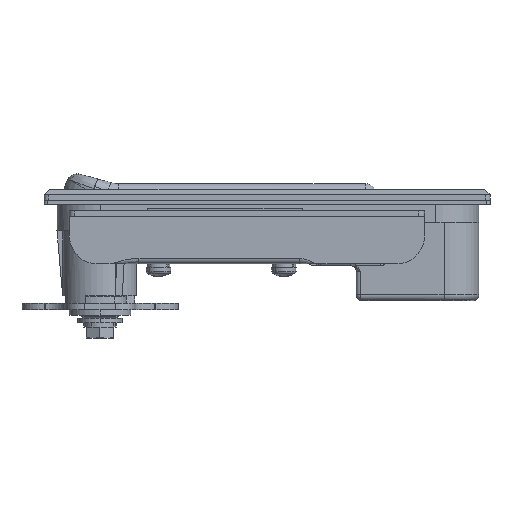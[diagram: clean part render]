
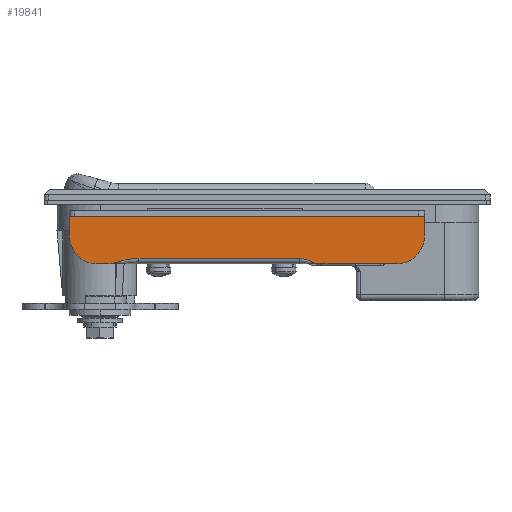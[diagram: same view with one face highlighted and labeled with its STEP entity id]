
A CAD part, left-side view. The second image highlights one B-rep face of the part: STEP entity #19841.
In plain terms, the highlighted planar face has unit normal (-1, 0, 0).
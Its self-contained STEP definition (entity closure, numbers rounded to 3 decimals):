
#224 = EDGE_CURVE ( 'NONE', #5750, #12824, #25377, .T. ) ;
#272 = EDGE_CURVE ( 'NONE', #22171, #7721, #17999, .T. ) ;
#559 = CARTESIAN_POINT ( 'NONE',  ( -18., -50.5, 15. ) ) ;
#645 = EDGE_CURVE ( 'NONE', #12824, #28175, #6268, .T. ) ;
#864 = DIRECTION ( 'NONE',  ( 0., 0., -1. ) ) ;
#1218 = VECTOR ( 'NONE', #15660, 1000. ) ;
#1624 = VECTOR ( 'NONE', #19356, 1000. ) ;
#1740 = CARTESIAN_POINT ( 'NONE',  ( -18., 32., 15. ) ) ;
#2071 = ORIENTED_EDGE ( 'NONE', *, *, #17904, .T. ) ;
#2331 = LINE ( 'NONE', #12489, #1624 ) ;
#2347 = FACE_OUTER_BOUND ( 'NONE', #17065, .T. ) ;
#2413 = ORIENTED_EDGE ( 'NONE', *, *, #224, .T. ) ;
#2577 = AXIS2_PLACEMENT_3D ( 'NONE', #16481, #22906, #3403 ) ;
#3347 = VERTEX_POINT ( 'NONE', #18586 ) ;
#3403 = DIRECTION ( 'NONE',  ( 0., 0., -1. ) ) ;
#3919 = VERTEX_POINT ( 'NONE', #7521 ) ;
#4488 = EDGE_CURVE ( 'NONE', #5750, #5580, #8925, .T. ) ;
#5079 = EDGE_CURVE ( 'NONE', #3347, #5580, #21525, .T. ) ;
#5580 = VERTEX_POINT ( 'NONE', #21442 ) ;
#5750 = VERTEX_POINT ( 'NONE', #15674 ) ;
#6148 = CARTESIAN_POINT ( 'NONE',  ( -18., -95.5, 0. ) ) ;
#6268 = LINE ( 'NONE', #6148, #20900 ) ;
#6930 = CARTESIAN_POINT ( 'NONE',  ( -18., -50.5, 0. ) ) ;
#6982 = DIRECTION ( 'NONE',  ( 0., -1., 0. ) ) ;
#7356 = EDGE_CURVE ( 'NONE', #15403, #15773, #17976, .T. ) ;
#7521 = CARTESIAN_POINT ( 'NONE',  ( -18., 32., 15. ) ) ;
#7686 = CARTESIAN_POINT ( 'NONE',  ( -18., -95.5, 8. ) ) ;
#7721 = VERTEX_POINT ( 'NONE', #25478 ) ;
#7725 = DIRECTION ( 'NONE',  ( 0., 0., 1. ) ) ;
#8103 = DIRECTION ( 'NONE',  ( 0., 0., -1. ) ) ;
#8391 = CARTESIAN_POINT ( 'NONE',  ( -18., 17., -2. ) ) ;
#8876 = AXIS2_PLACEMENT_3D ( 'NONE', #12742, #21430, #8103 ) ;
#8925 = LINE ( 'NONE', #12517, #20184 ) ;
#9649 = CARTESIAN_POINT ( 'NONE',  ( -18., 22., -2. ) ) ;
#10035 = ORIENTED_EDGE ( 'NONE', *, *, #7356, .T. ) ;
#11341 = VECTOR ( 'NONE', #23622, 1000. ) ;
#11657 = CARTESIAN_POINT ( 'NONE',  ( -18., 17., -2. ) ) ;
#12489 = CARTESIAN_POINT ( 'NONE',  ( -18., -50.5, 0. ) ) ;
#12517 = CARTESIAN_POINT ( 'NONE',  ( -18., -95.5, -2. ) ) ;
#12657 = CARTESIAN_POINT ( 'NONE',  ( -18., 13.667, -1. ) ) ;
#12742 = CARTESIAN_POINT ( 'NONE',  ( -18., -85.5, 8. ) ) ;
#12824 = VERTEX_POINT ( 'NONE', #7686 ) ;
#13044 = ORIENTED_EDGE ( 'NONE', *, *, #26474, .T. ) ;
#13879 = DIRECTION ( 'NONE',  ( -1., 0., 0. ) ) ;
#14128 = DIRECTION ( 'NONE',  ( 0., 1., 0. ) ) ;
#14264 = ORIENTED_EDGE ( 'NONE', *, *, #272, .T. ) ;
#14313 = VECTOR ( 'NONE', #6982, 1000. ) ;
#14335 = EDGE_CURVE ( 'NONE', #28175, #3919, #23372, .T. ) ;
#14424 = ORIENTED_EDGE ( 'NONE', *, *, #14335, .T. ) ;
#14847 = ORIENTED_EDGE ( 'NONE', *, *, #645, .T. ) ;
#15403 = VERTEX_POINT ( 'NONE', #25431 ) ;
#15616 = ORIENTED_EDGE ( 'NONE', *, *, #23493, .T. ) ;
#15620 = CARTESIAN_POINT ( 'NONE',  ( -18., 32., -2. ) ) ;
#15660 = DIRECTION ( 'NONE',  ( 0., 1., 0. ) ) ;
#15674 = CARTESIAN_POINT ( 'NONE',  ( -18., -85.5, -2. ) ) ;
#15773 = VERTEX_POINT ( 'NONE', #9649 ) ;
#15803 = ORIENTED_EDGE ( 'NONE', *, *, #5079, .T. ) ;
#16112 = LINE ( 'NONE', #1740, #11341 ) ;
#16481 = CARTESIAN_POINT ( 'NONE',  ( -18., -50.5, 17. ) ) ;
#17065 = EDGE_LOOP ( 'NONE', ( #13044, #15803, #25205, #2413, #14847, #14424, #15616, #10035, #2071, #14264 ) ) ;
#17904 = EDGE_CURVE ( 'NONE', #15773, #22171, #19116, .T. ) ;
#17976 = CIRCLE ( 'NONE', #23119, 10. ) ;
#17999 = B_SPLINE_CURVE_WITH_KNOTS ( 'NONE', 3,
 ( #8391, #12657, #23621, #25828 ),
 .UNSPECIFIED., .F., .F.,
 ( 4, 4 ),
 ( 0.015, 0.025 ),
 .UNSPECIFIED. ) ;
#18586 = CARTESIAN_POINT ( 'NONE',  ( -18., -50.5, 0. ) ) ;
#19116 = LINE ( 'NONE', #15620, #14313 ) ;
#19356 = DIRECTION ( 'NONE',  ( 0., -1., 0. ) ) ;
#19841 = ADVANCED_FACE ( 'NONE', ( #2347 ), #27334, .F. ) ;
#19870 = CARTESIAN_POINT ( 'NONE',  ( -18., -56.5, -2. ) ) ;
#20184 = VECTOR ( 'NONE', #14128, 1000. ) ;
#20900 = VECTOR ( 'NONE', #7725, 1000. ) ;
#21265 = CARTESIAN_POINT ( 'NONE',  ( -18., -95.5, 15. ) ) ;
#21430 = DIRECTION ( 'NONE',  ( -1., 0., 0. ) ) ;
#21442 = CARTESIAN_POINT ( 'NONE',  ( -18., -56.5, -2. ) ) ;
#21525 = B_SPLINE_CURVE_WITH_KNOTS ( 'NONE', 3,
 ( #6930, #24470, #22275, #19870 ),
 .UNSPECIFIED., .F., .F.,
 ( 4, 4 ),
 ( 0.051, 0.057 ),
 .UNSPECIFIED. ) ;
#22171 = VERTEX_POINT ( 'NONE', #11657 ) ;
#22275 = CARTESIAN_POINT ( 'NONE',  ( -18., -54.5, -1. ) ) ;
#22775 = CARTESIAN_POINT ( 'NONE',  ( -18., 22., 8. ) ) ;
#22906 = DIRECTION ( 'NONE',  ( 1., 0., 0. ) ) ;
#23119 = AXIS2_PLACEMENT_3D ( 'NONE', #22775, #13879, #864 ) ;
#23372 = LINE ( 'NONE', #559, #1218 ) ;
#23493 = EDGE_CURVE ( 'NONE', #3919, #15403, #16112, .T. ) ;
#23621 = CARTESIAN_POINT ( 'NONE',  ( -18., 10.333, 0. ) ) ;
#23622 = DIRECTION ( 'NONE',  ( 0., 0., -1. ) ) ;
#24470 = CARTESIAN_POINT ( 'NONE',  ( -18., -52.5, 0. ) ) ;
#25205 = ORIENTED_EDGE ( 'NONE', *, *, #4488, .F. ) ;
#25377 = CIRCLE ( 'NONE', #8876, 10. ) ;
#25431 = CARTESIAN_POINT ( 'NONE',  ( -18., 32., 8. ) ) ;
#25478 = CARTESIAN_POINT ( 'NONE',  ( -18., 7., 0. ) ) ;
#25828 = CARTESIAN_POINT ( 'NONE',  ( -18., 7., 0. ) ) ;
#26474 = EDGE_CURVE ( 'NONE', #7721, #3347, #2331, .T. ) ;
#27334 = PLANE ( 'NONE',  #2577 ) ;
#28175 = VERTEX_POINT ( 'NONE', #21265 ) ;
